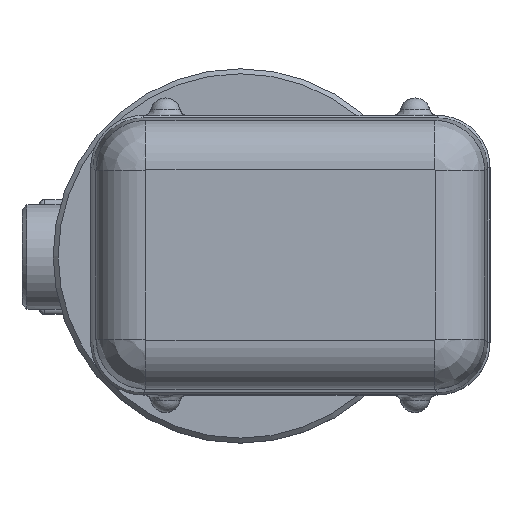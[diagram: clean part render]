
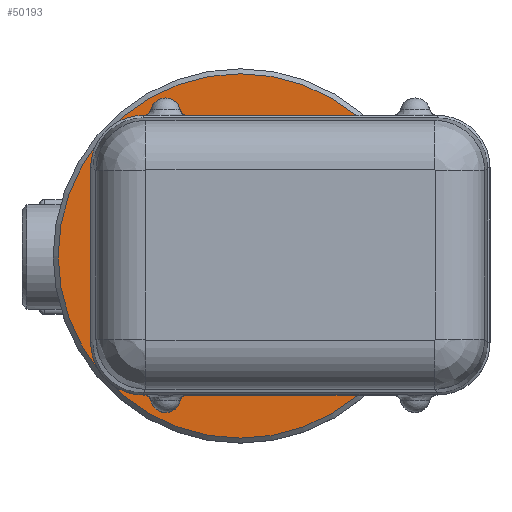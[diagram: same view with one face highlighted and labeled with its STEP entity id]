
A CAD part, top view. The second image highlights one B-rep face of the part: STEP entity #50193.
In plain terms, the highlighted planar face has unit normal (0, 0, 1).
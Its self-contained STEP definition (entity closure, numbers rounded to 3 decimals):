
#50159=CARTESIAN_POINT('',(73.0,0.,288.2));
#50160=VERTEX_POINT('',#50159);
#50161=CARTESIAN_POINT('',(0.,0.0,288.2));
#50162=DIRECTION('',(0.0,0.0,-1.0));
#50163=DIRECTION('',(-1.0,0.0,0.0));
#50164=AXIS2_PLACEMENT_3D('',#50161,#50162,#50163);
#50165=CIRCLE('',#50164,73.0);
#50166=EDGE_CURVE('',#50160,#50160,#50165,.T.);
#50174=CARTESIAN_POINT('',(0.,0.0,288.2));
#50175=DIRECTION('',(0.0,0.0,-1.0));
#50176=DIRECTION('',(-1.0,0.0,0.0));
#50177=AXIS2_PLACEMENT_3D('',#50174,#50175,#50176);
#50178=PLANE('',#50177);
#50179=ORIENTED_EDGE('',*,*,#50166,.F.);
#50180=EDGE_LOOP('',(#50179));
#50181=FACE_OUTER_BOUND('',#50180,.T.);
#50182=CARTESIAN_POINT('',(47.5,0.,288.2));
#50183=VERTEX_POINT('',#50182);
#50184=CARTESIAN_POINT('',(0.,0.0,288.2));
#50185=DIRECTION('',(0.0,0.0,-1.0));
#50186=DIRECTION('',(-1.0,0.0,0.0));
#50187=AXIS2_PLACEMENT_3D('',#50184,#50185,#50186);
#50188=CIRCLE('',#50187,47.5);
#50189=EDGE_CURVE('',#50183,#50183,#50188,.T.);
#50190=ORIENTED_EDGE('',*,*,#50189,.T.);
#50191=EDGE_LOOP('',(#50190));
#50192=FACE_BOUND('',#50191,.T.);
#50193=ADVANCED_FACE('',(#50181,#50192),#50178,.F.);
